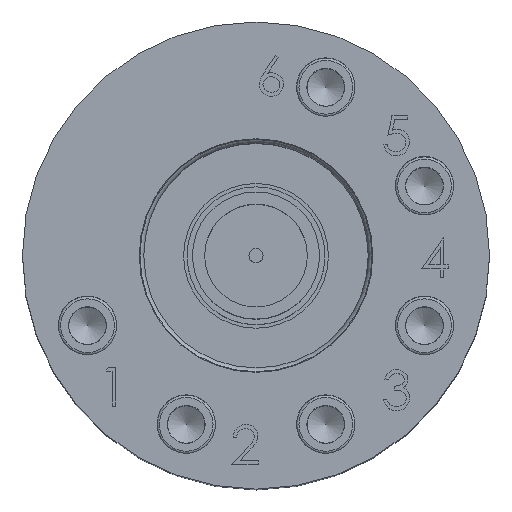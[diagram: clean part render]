
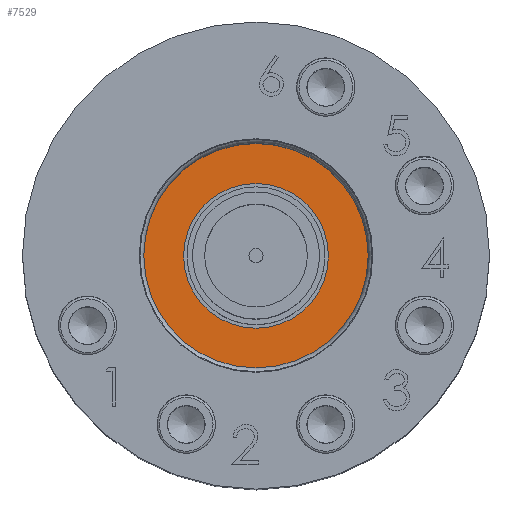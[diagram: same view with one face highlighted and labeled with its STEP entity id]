
A CAD part, top view. The second image highlights one B-rep face of the part: STEP entity #7529.
In plain terms, the highlighted planar face has unit normal (0, 0, 1).
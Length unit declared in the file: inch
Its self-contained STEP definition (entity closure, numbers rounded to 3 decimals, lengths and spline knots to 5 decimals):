
#150=PLANE($,#8214);
#1552=FACE_BOUND($,#2444,.T.);
#1830=FACE_OUTER_BOUND($,#2443,.T.);
#2443=EDGE_LOOP($,(#5741));
#2444=EDGE_LOOP($,(#5742));
#3162=CIRCLE($,#8176,0.247);
#3181=CIRCLE($,#8205,0.155);
#3661=VERTEX_POINT($,#13538);
#3680=VERTEX_POINT($,#13586);
#4468=EDGE_CURVE($,#3661,#3661,#3162,.T.);
#4487=EDGE_CURVE($,#3680,#3680,#3181,.T.);
#5741=ORIENTED_EDGE($,*,*,#4468,.T.);
#5742=ORIENTED_EDGE($,*,*,#4487,.T.);
#7529=ADVANCED_FACE($,(#1830,#1552),#150,.T.);
#8176=AXIS2_PLACEMENT_3D($,#13539,#9305,#9306);
#8205=AXIS2_PLACEMENT_3D($,#13587,#9363,#9364);
#8214=AXIS2_PLACEMENT_3D($,#14216,#9415,#9416);
#9305=DIRECTION('center_axis',(0.,0.,1.));
#9306=DIRECTION('ref_axis',(1.,0.,0.));
#9363=DIRECTION('center_axis',(0.,0.,-1.));
#9364=DIRECTION('ref_axis',(-1.,0.,0.));
#9415=DIRECTION('center_axis',(0.,0.,1.));
#9416=DIRECTION('ref_axis',(1.,0.,0.));
#13538=CARTESIAN_POINT('',(0.247,0.,0.584));
#13539=CARTESIAN_POINT('Origin',(0.,0.,0.584));
#13586=CARTESIAN_POINT('',(-0.155,0.,0.584));
#13587=CARTESIAN_POINT('Origin',(0.,0.,0.584));
#14216=CARTESIAN_POINT('Origin',(0.,0.155,0.584));
